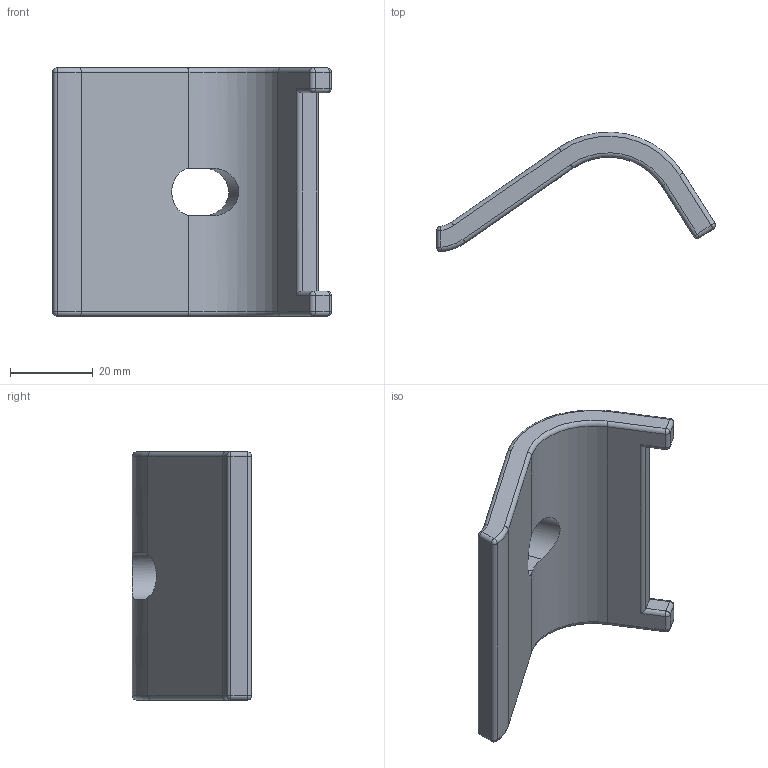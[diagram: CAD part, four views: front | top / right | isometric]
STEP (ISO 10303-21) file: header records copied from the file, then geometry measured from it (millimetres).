
FILE_DESCRIPTION((''),'2;1');
FILE_NAME('UDC','2020-03-20T10:31:59',('tomasz.grudniewski'),(''),'CREO PARAMETRIC BY PTC INC, 2019080','CREO PARAMETRIC BY PTC INC, 2019080','');
FILE_SCHEMA(('CONFIG_CONTROL_DESIGN'));
Length unit declared in the file: millimetre
Products named in the file (1): UDC
Bounding box: 67.4 x 28.85 x 60 mm (x, y, z)
Volume: 26597.1 mm3; surface area: 10709.6 mm2
Topology: 1 solids, 1 shells, 66 faces, 146 edges, 80 vertices
Faces by surface type: cylinder 32, plane 14, sphere 12, torus 8
Entity records: 1928 total; most frequent: CARTESIAN_POINT 420, DIRECTION 334, ORIENTED_EDGE 292, EDGE_CURVE 146, AXIS2_PLACEMENT_3D 134, VERTEX_POINT 80, CIRCLE 68, VECTOR 66
